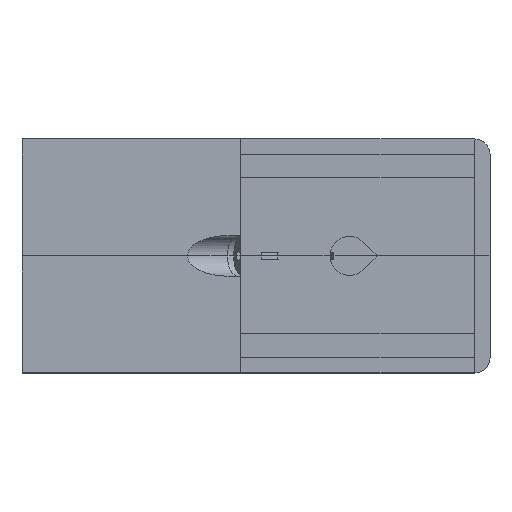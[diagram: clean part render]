
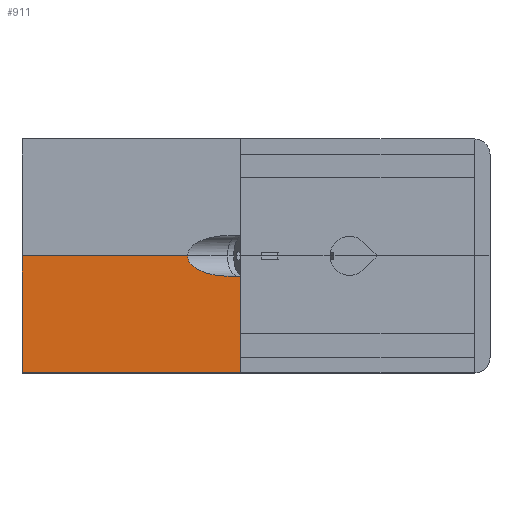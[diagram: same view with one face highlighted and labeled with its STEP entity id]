
A CAD part, top view. The second image highlights one B-rep face of the part: STEP entity #911.
In plain terms, the highlighted planar face has unit normal (0, 0, 1).
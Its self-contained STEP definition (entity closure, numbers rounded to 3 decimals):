
#44 = PLANE('',#45);
#45 = AXIS2_PLACEMENT_3D('',#46,#47,#48);
#46 = CARTESIAN_POINT('',(0.,-15.,22.));
#47 = DIRECTION('',(1.,0.,0.));
#48 = DIRECTION('',(0.,0.,1.));
#242 = VERTEX_POINT('',#243);
#243 = CARTESIAN_POINT('',(0.,0.,22.));
#269 = EDGE_CURVE('',#270,#242,#272,.T.);
#270 = VERTEX_POINT('',#271);
#271 = CARTESIAN_POINT('',(0.,-15.,22.));
#272 = SURFACE_CURVE('',#273,(#277,#284),.PCURVE_S1.);
#273 = LINE('',#274,#275);
#274 = CARTESIAN_POINT('',(0.,-15.,22.));
#275 = VECTOR('',#276,1.);
#276 = DIRECTION('',(0.,1.,0.));
#277 = PCURVE('',#44,#278);
#278 = DEFINITIONAL_REPRESENTATION('',(#279),#283);
#279 = LINE('',#280,#281);
#280 = CARTESIAN_POINT('',(0.,0.));
#281 = VECTOR('',#282,1.);
#282 = DIRECTION('',(0.,-1.));
#283 = ( GEOMETRIC_REPRESENTATION_CONTEXT(2) 
PARAMETRIC_REPRESENTATION_CONTEXT() REPRESENTATION_CONTEXT('2D SPACE',''
  ) );
#284 = PCURVE('',#285,#290);
#285 = PLANE('',#286);
#286 = AXIS2_PLACEMENT_3D('',#287,#288,#289);
#287 = CARTESIAN_POINT('',(0.,-15.,22.));
#288 = DIRECTION('',(0.,0.,1.));
#289 = DIRECTION('',(0.,1.,0.));
#290 = DEFINITIONAL_REPRESENTATION('',(#291),#295);
#291 = LINE('',#292,#293);
#292 = CARTESIAN_POINT('',(0.,0.));
#293 = VECTOR('',#294,1.);
#294 = DIRECTION('',(1.,0.));
#295 = ( GEOMETRIC_REPRESENTATION_CONTEXT(2) 
PARAMETRIC_REPRESENTATION_CONTEXT() REPRESENTATION_CONTEXT('2D SPACE',''
  ) );
#313 = PLANE('',#314);
#314 = AXIS2_PLACEMENT_3D('',#315,#316,#317);
#315 = CARTESIAN_POINT('',(0.,-15.,0.)
  );
#316 = DIRECTION('',(0.,-1.,0.));
#317 = DIRECTION('',(0.,0.,1.));
#674 = VERTEX_POINT('',#675);
#675 = CARTESIAN_POINT('',(28.,-15.,22.));
#689 = PLANE('',#690);
#690 = AXIS2_PLACEMENT_3D('',#691,#692,#693);
#691 = CARTESIAN_POINT('',(28.,-15.,22.));
#692 = DIRECTION('',(-1.,0.,0.));
#693 = DIRECTION('',(0.,0.,-1.));
#701 = EDGE_CURVE('',#270,#674,#702,.T.);
#702 = SURFACE_CURVE('',#703,(#707,#714),.PCURVE_S1.);
#703 = LINE('',#704,#705);
#704 = CARTESIAN_POINT('',(0.,-15.,22.));
#705 = VECTOR('',#706,1.);
#706 = DIRECTION('',(1.,0.,0.));
#707 = PCURVE('',#313,#708);
#708 = DEFINITIONAL_REPRESENTATION('',(#709),#713);
#709 = LINE('',#710,#711);
#710 = CARTESIAN_POINT('',(22.,0.));
#711 = VECTOR('',#712,1.);
#712 = DIRECTION('',(0.,-1.));
#713 = ( GEOMETRIC_REPRESENTATION_CONTEXT(2) 
PARAMETRIC_REPRESENTATION_CONTEXT() REPRESENTATION_CONTEXT('2D SPACE',''
  ) );
#714 = PCURVE('',#285,#715);
#715 = DEFINITIONAL_REPRESENTATION('',(#716),#720);
#716 = LINE('',#717,#718);
#717 = CARTESIAN_POINT('',(0.,0.));
#718 = VECTOR('',#719,1.);
#719 = DIRECTION('',(0.,-1.));
#720 = ( GEOMETRIC_REPRESENTATION_CONTEXT(2) 
PARAMETRIC_REPRESENTATION_CONTEXT() REPRESENTATION_CONTEXT('2D SPACE',''
  ) );
#911 = ADVANCED_FACE('',(#912),#285,.T.);
#912 = FACE_BOUND('',#913,.T.);
#913 = EDGE_LOOP('',(#914,#915,#916,#939,#965,#1001));
#914 = ORIENTED_EDGE('',*,*,#269,.F.);
#915 = ORIENTED_EDGE('',*,*,#701,.T.);
#916 = ORIENTED_EDGE('',*,*,#917,.F.);
#917 = EDGE_CURVE('',#918,#674,#920,.T.);
#918 = VERTEX_POINT('',#919);
#919 = CARTESIAN_POINT('',(28.,-2.6,22.));
#920 = SURFACE_CURVE('',#921,(#925,#932),.PCURVE_S1.);
#921 = LINE('',#922,#923);
#922 = CARTESIAN_POINT('',(28.,0.,22.));
#923 = VECTOR('',#924,1.);
#924 = DIRECTION('',(0.,-1.,0.));
#925 = PCURVE('',#285,#926);
#926 = DEFINITIONAL_REPRESENTATION('',(#927),#931);
#927 = LINE('',#928,#929);
#928 = CARTESIAN_POINT('',(15.,-28.));
#929 = VECTOR('',#930,1.);
#930 = DIRECTION('',(-1.,0.));
#931 = ( GEOMETRIC_REPRESENTATION_CONTEXT(2) 
PARAMETRIC_REPRESENTATION_CONTEXT() REPRESENTATION_CONTEXT('2D SPACE',''
  ) );
#932 = PCURVE('',#689,#933);
#933 = DEFINITIONAL_REPRESENTATION('',(#934),#938);
#934 = LINE('',#935,#936);
#935 = CARTESIAN_POINT('',(0.,-15.));
#936 = VECTOR('',#937,1.);
#937 = DIRECTION('',(0.,1.));
#938 = ( GEOMETRIC_REPRESENTATION_CONTEXT(2) 
PARAMETRIC_REPRESENTATION_CONTEXT() REPRESENTATION_CONTEXT('2D SPACE',''
  ) );
#939 = ORIENTED_EDGE('',*,*,#940,.T.);
#940 = EDGE_CURVE('',#918,#941,#943,.T.);
#941 = VERTEX_POINT('',#942);
#942 = CARTESIAN_POINT('',(26.412,-2.6,22.));
#943 = SURFACE_CURVE('',#944,(#948,#954),.PCURVE_S1.);
#944 = LINE('',#945,#946);
#945 = CARTESIAN_POINT('',(13.817,-2.6,22.));
#946 = VECTOR('',#947,1.);
#947 = DIRECTION('',(-1.,0.,0.));
#948 = PCURVE('',#285,#949);
#949 = DEFINITIONAL_REPRESENTATION('',(#950),#953);
#950 = B_SPLINE_CURVE_WITH_KNOTS('',1,(#951,#952),.UNSPECIFIED.,.F.,.F.,
  (2,2),(-14.183,-12.595),.PIECEWISE_BEZIER_KNOTS.);
#951 = CARTESIAN_POINT('',(12.4,-28.));
#952 = CARTESIAN_POINT('',(12.4,-26.412));
#953 = ( GEOMETRIC_REPRESENTATION_CONTEXT(2) 
PARAMETRIC_REPRESENTATION_CONTEXT() REPRESENTATION_CONTEXT('2D SPACE',''
  ) );
#954 = PCURVE('',#955,#960);
#955 = PLANE('',#956);
#956 = AXIS2_PLACEMENT_3D('',#957,#958,#959);
#957 = CARTESIAN_POINT('',(27.634,-2.6,
    21.294));
#958 = DIRECTION('',(0.,1.,0.));
#959 = DIRECTION('',(0.5,0.,0.866));
#960 = DEFINITIONAL_REPRESENTATION('',(#961),#964);
#961 = B_SPLINE_CURVE_WITH_KNOTS('',1,(#962,#963),.UNSPECIFIED.,.F.,.F.,
  (2,2),(-14.183,-12.595),.PIECEWISE_BEZIER_KNOTS.);
#962 = CARTESIAN_POINT('',(0.794,-0.036));
#963 = CARTESIAN_POINT('',(0.,-1.412));
#964 = ( GEOMETRIC_REPRESENTATION_CONTEXT(2) 
PARAMETRIC_REPRESENTATION_CONTEXT() REPRESENTATION_CONTEXT('2D SPACE',''
  ) );
#965 = ORIENTED_EDGE('',*,*,#966,.F.);
#966 = EDGE_CURVE('',#967,#941,#969,.T.);
#967 = VERTEX_POINT('',#968);
#968 = CARTESIAN_POINT('',(21.212,0.,22.));
#969 = SURFACE_CURVE('',#970,(#975,#982),.PCURVE_S1.);
#970 = ELLIPSE('',#971,5.2,2.6);
#971 = AXIS2_PLACEMENT_3D('',#972,#973,#974);
#972 = CARTESIAN_POINT('',(26.412,0.,22.));
#973 = DIRECTION('',(0.,0.,1.));
#974 = DIRECTION('',(1.,0.,0.));
#975 = PCURVE('',#285,#976);
#976 = DEFINITIONAL_REPRESENTATION('',(#977),#981);
#977 = ELLIPSE('',#978,5.2,2.6);
#978 = AXIS2_PLACEMENT_2D('',#979,#980);
#979 = CARTESIAN_POINT('',(15.,-26.412));
#980 = DIRECTION('',(0.,-1.));
#981 = ( GEOMETRIC_REPRESENTATION_CONTEXT(2) 
PARAMETRIC_REPRESENTATION_CONTEXT() REPRESENTATION_CONTEXT('2D SPACE',''
  ) );
#982 = PCURVE('',#983,#988);
#983 = CYLINDRICAL_SURFACE('',#984,2.6);
#984 = AXIS2_PLACEMENT_3D('',#985,#986,#987);
#985 = CARTESIAN_POINT('',(27.634,0.,
    21.294));
#986 = DIRECTION('',(0.866,0.,-0.5));
#987 = DIRECTION('',(0.,1.,0.));
#988 = DEFINITIONAL_REPRESENTATION('',(#989),#1000);
#989 = B_SPLINE_CURVE_WITH_KNOTS('',9,(#990,#991,#992,#993,#994,#995,
    #996,#997,#998,#999),.UNSPECIFIED.,.F.,.F.,(10,10),(2.527,
    4.712),.PIECEWISE_BEZIER_KNOTS.);
#990 = CARTESIAN_POINT('',(5.327,-5.09));
#991 = CARTESIAN_POINT('',(5.084,-5.721));
#992 = CARTESIAN_POINT('',(4.842,-6.108));
#993 = CARTESIAN_POINT('',(4.599,-6.197));
#994 = CARTESIAN_POINT('',(4.356,-5.962));
#995 = CARTESIAN_POINT('',(4.113,-5.413));
#996 = CARTESIAN_POINT('',(3.87,-4.599));
#997 = CARTESIAN_POINT('',(3.627,-3.599));
#998 = CARTESIAN_POINT('',(3.384,-2.505));
#999 = CARTESIAN_POINT('',(3.142,-1.412));
#1000 = ( GEOMETRIC_REPRESENTATION_CONTEXT(2) 
PARAMETRIC_REPRESENTATION_CONTEXT() REPRESENTATION_CONTEXT('2D SPACE',''
  ) );
#1001 = ORIENTED_EDGE('',*,*,#1002,.F.);
#1002 = EDGE_CURVE('',#242,#967,#1003,.T.);
#1003 = SURFACE_CURVE('',#1004,(#1008,#1015),.PCURVE_S1.);
#1004 = LINE('',#1005,#1006);
#1005 = CARTESIAN_POINT('',(0.,0.,22.)
  );
#1006 = VECTOR('',#1007,1.);
#1007 = DIRECTION('',(1.,0.,0.));
#1008 = PCURVE('',#285,#1009);
#1009 = DEFINITIONAL_REPRESENTATION('',(#1010),#1014);
#1010 = LINE('',#1011,#1012);
#1011 = CARTESIAN_POINT('',(15.,0.));
#1012 = VECTOR('',#1013,1.);
#1013 = DIRECTION('',(0.,-1.));
#1014 = ( GEOMETRIC_REPRESENTATION_CONTEXT(2) 
PARAMETRIC_REPRESENTATION_CONTEXT() REPRESENTATION_CONTEXT('2D SPACE',''
  ) );
#1015 = PCURVE('',#1016,#1021);
#1016 = PLANE('',#1017);
#1017 = AXIS2_PLACEMENT_3D('',#1018,#1019,#1020);
#1018 = CARTESIAN_POINT('',(0.,15.,22.));
#1019 = DIRECTION('',(0.,0.,1.));
#1020 = DIRECTION('',(0.,1.,0.));
#1021 = DEFINITIONAL_REPRESENTATION('',(#1022),#1026);
#1022 = LINE('',#1023,#1024);
#1023 = CARTESIAN_POINT('',(-15.,0.));
#1024 = VECTOR('',#1025,1.);
#1025 = DIRECTION('',(0.,-1.));
#1026 = ( GEOMETRIC_REPRESENTATION_CONTEXT(2) 
PARAMETRIC_REPRESENTATION_CONTEXT() REPRESENTATION_CONTEXT('2D SPACE',''
  ) );
